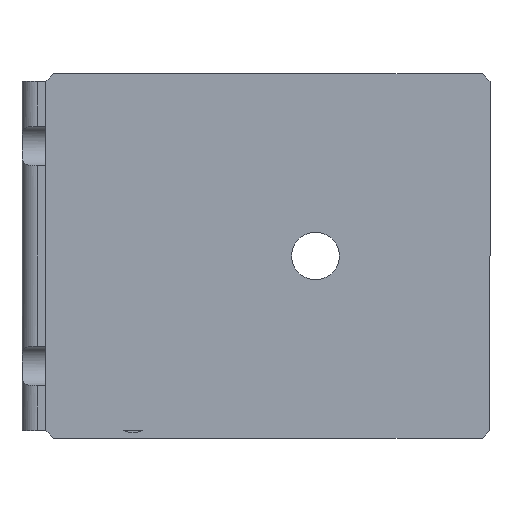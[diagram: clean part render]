
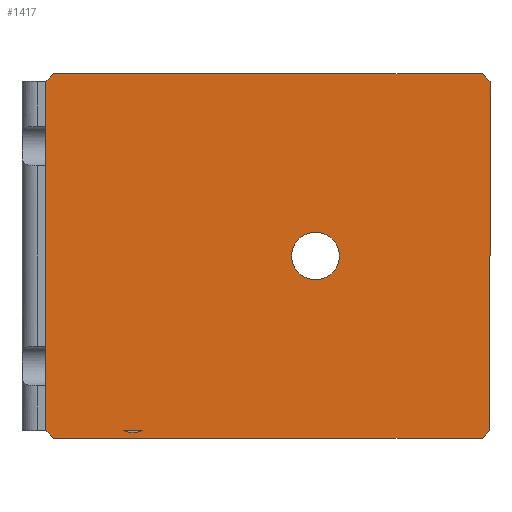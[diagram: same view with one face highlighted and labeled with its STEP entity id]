
A CAD part, front view. The second image highlights one B-rep face of the part: STEP entity #1417.
In plain terms, the highlighted planar face has unit normal (0, -1, 0).
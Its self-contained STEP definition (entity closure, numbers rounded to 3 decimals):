
#9 = CARTESIAN_POINT ( 'NONE',  ( 0., 0., -3. ) ) ;
#18 = ORIENTED_EDGE ( 'NONE', *, *, #1479, .F. ) ;
#34 = CARTESIAN_POINT ( 'NONE',  ( 9.75, 0., -47. ) ) ;
#54 = VERTEX_POINT ( 'NONE', #1887 ) ;
#68 = EDGE_LOOP ( 'NONE', ( #1253, #2395 ) ) ;
#101 = CARTESIAN_POINT ( 'NONE',  ( 51.5, 0., -51.5 ) ) ;
#104 = CARTESIAN_POINT ( 'NONE',  ( 34., 0., -25. ) ) ;
#121 = VECTOR ( 'NONE', #2416, 1000. ) ;
#147 = LINE ( 'NONE', #314, #121 ) ;
#202 = EDGE_CURVE ( 'NONE', #235, #2207, #2341, .T. ) ;
#217 = EDGE_CURVE ( 'NONE', #2377, #596, #2248, .T. ) ;
#219 = EDGE_LOOP ( 'NONE', ( #1886, #1131, #730 ) ) ;
#235 = VERTEX_POINT ( 'NONE', #699 ) ;
#268 = DIRECTION ( 'NONE',  ( 0., -1., 0. ) ) ;
#314 = CARTESIAN_POINT ( 'NONE',  ( 26.5, 0., 26.5 ) ) ;
#377 = DIRECTION ( 'NONE',  ( 0.707, 0., -0.707 ) ) ;
#390 = CARTESIAN_POINT ( 'NONE',  ( 1., 0., -48. ) ) ;
#401 = VECTOR ( 'NONE', #1898, 1000. ) ;
#432 = VERTEX_POINT ( 'NONE', #2225 ) ;
#459 = EDGE_CURVE ( 'NONE', #830, #1666, #2175, .T. ) ;
#510 = FACE_OUTER_BOUND ( 'NONE', #1908, .T. ) ;
#513 = CIRCLE ( 'NONE', #538, 3. ) ;
#524 = PLANE ( 'NONE',  #746 ) ;
#531 = EDGE_CURVE ( 'NONE', #1156, #432, #1928, .T. ) ;
#533 = DIRECTION ( 'NONE',  ( 0., -1., 0. ) ) ;
#538 = AXIS2_PLACEMENT_3D ( 'NONE', #1014, #1202, #1373 ) ;
#596 = VERTEX_POINT ( 'NONE', #2459 ) ;
#598 = ORIENTED_EDGE ( 'NONE', *, *, #946, .F. ) ;
#649 = DIRECTION ( 'NONE',  ( 0., 0., -1. ) ) ;
#654 = AXIS2_PLACEMENT_3D ( 'NONE', #1482, #2087, #761 ) ;
#699 = CARTESIAN_POINT ( 'NONE',  ( 12.25, 0., -47. ) ) ;
#717 = ORIENTED_EDGE ( 'NONE', *, *, #1368, .T. ) ;
#722 = EDGE_CURVE ( 'NONE', #2207, #1036, #781, .T. ) ;
#730 = ORIENTED_EDGE ( 'NONE', *, *, #1015, .F. ) ;
#746 = AXIS2_PLACEMENT_3D ( 'NONE', #1277, #533, #2000 ) ;
#761 = DIRECTION ( 'NONE',  ( 0., 0., -1. ) ) ;
#764 = CIRCLE ( 'NONE', #1756, 3. ) ;
#769 = VECTOR ( 'NONE', #1060, 1000. ) ;
#781 = CIRCLE ( 'NONE', #792, 3.25 ) ;
#787 = VERTEX_POINT ( 'NONE', #1964 ) ;
#792 = AXIS2_PLACEMENT_3D ( 'NONE', #1020, #268, #1615 ) ;
#821 = CARTESIAN_POINT ( 'NONE',  ( 56., 0., 0. ) ) ;
#830 = VERTEX_POINT ( 'NONE', #1207 ) ;
#940 = DIRECTION ( 'NONE',  ( 0., 0., 1. ) ) ;
#946 = EDGE_CURVE ( 'NONE', #2377, #1666, #1926, .T. ) ;
#975 = ORIENTED_EDGE ( 'NONE', *, *, #1011, .T. ) ;
#1011 = EDGE_CURVE ( 'NONE', #1156, #1120, #1869, .T. ) ;
#1014 = CARTESIAN_POINT ( 'NONE',  ( 34., 0., -25. ) ) ;
#1015 = EDGE_CURVE ( 'NONE', #1036, #235, #1112, .T. ) ;
#1020 = CARTESIAN_POINT ( 'NONE',  ( 11., 0., -44. ) ) ;
#1023 = VECTOR ( 'NONE', #377, 1000. ) ;
#1036 = VERTEX_POINT ( 'NONE', #1165 ) ;
#1058 = CARTESIAN_POINT ( 'NONE',  ( 0., 0., -48. ) ) ;
#1060 = DIRECTION ( 'NONE',  ( -1., 0., 0. ) ) ;
#1112 = CIRCLE ( 'NONE', #654, 3.25 ) ;
#1120 = VERTEX_POINT ( 'NONE', #9 ) ;
#1129 = LINE ( 'NONE', #1690, #2247 ) ;
#1131 = ORIENTED_EDGE ( 'NONE', *, *, #202, .F. ) ;
#1156 = VERTEX_POINT ( 'NONE', #1704 ) ;
#1165 = CARTESIAN_POINT ( 'NONE',  ( 11., 0., -47.25 ) ) ;
#1189 = ORIENTED_EDGE ( 'NONE', *, *, #2342, .F. ) ;
#1202 = DIRECTION ( 'NONE',  ( 0., -1., 0. ) ) ;
#1207 = CARTESIAN_POINT ( 'NONE',  ( 0., 0., -47. ) ) ;
#1253 = ORIENTED_EDGE ( 'NONE', *, *, #1255, .F. ) ;
#1255 = EDGE_CURVE ( 'NONE', #2340, #54, #764, .T. ) ;
#1277 = CARTESIAN_POINT ( 'NONE',  ( 0., 0., 0. ) ) ;
#1330 = CARTESIAN_POINT ( 'NONE',  ( 0., 0., -2. ) ) ;
#1368 = EDGE_CURVE ( 'NONE', #787, #432, #147, .T. ) ;
#1373 = DIRECTION ( 'NONE',  ( 0., 0., -1. ) ) ;
#1417 = ADVANCED_FACE ( 'NONE', ( #1940, #2403, #510 ), #524, .T. ) ;
#1464 = DIRECTION ( 'NONE',  ( 0.707, 0., 0.707 ) ) ;
#1479 = EDGE_CURVE ( 'NONE', #830, #1120, #1129, .T. ) ;
#1482 = CARTESIAN_POINT ( 'NONE',  ( 11., 0., -44. ) ) ;
#1485 = CARTESIAN_POINT ( 'NONE',  ( -23.5, 0., -23.5 ) ) ;
#1558 = VECTOR ( 'NONE', #2423, 1000. ) ;
#1567 = VECTOR ( 'NONE', #649, 1000. ) ;
#1604 = DIRECTION ( 'NONE',  ( 0., -1., 0. ) ) ;
#1609 = CARTESIAN_POINT ( 'NONE',  ( 34., 0., -22. ) ) ;
#1615 = DIRECTION ( 'NONE',  ( 0., 0., -1. ) ) ;
#1651 = CARTESIAN_POINT ( 'NONE',  ( 55., 0., -47. ) ) ;
#1666 = VERTEX_POINT ( 'NONE', #390 ) ;
#1679 = ORIENTED_EDGE ( 'NONE', *, *, #459, .T. ) ;
#1681 = EDGE_CURVE ( 'NONE', #54, #2340, #513, .T. ) ;
#1690 = CARTESIAN_POINT ( 'NONE',  ( 0., 0., 0. ) ) ;
#1692 = CARTESIAN_POINT ( 'NONE',  ( 1.5, 0., -1.5 ) ) ;
#1696 = VECTOR ( 'NONE', #1464, 1000. ) ;
#1704 = CARTESIAN_POINT ( 'NONE',  ( 1., 0., -2. ) ) ;
#1756 = AXIS2_PLACEMENT_3D ( 'NONE', #104, #1604, #2167 ) ;
#1869 = LINE ( 'NONE', #1692, #2259 ) ;
#1886 = ORIENTED_EDGE ( 'NONE', *, *, #722, .F. ) ;
#1887 = CARTESIAN_POINT ( 'NONE',  ( 34., 0., -28. ) ) ;
#1898 = DIRECTION ( 'NONE',  ( 1., 0., 0. ) ) ;
#1908 = EDGE_LOOP ( 'NONE', ( #1189, #717, #2338, #975, #18, #1679, #598, #2027 ) ) ;
#1926 = LINE ( 'NONE', #1058, #1558 ) ;
#1928 = LINE ( 'NONE', #1330, #401 ) ;
#1939 = LINE ( 'NONE', #821, #1567 ) ;
#1940 = FACE_BOUND ( 'NONE', #68, .T. ) ;
#1964 = CARTESIAN_POINT ( 'NONE',  ( 56., 0., -3. ) ) ;
#1965 = CARTESIAN_POINT ( 'NONE',  ( 55., 0., -48. ) ) ;
#2000 = DIRECTION ( 'NONE',  ( 0., 0., -1. ) ) ;
#2002 = DIRECTION ( 'NONE',  ( -0.707, 0., -0.707 ) ) ;
#2027 = ORIENTED_EDGE ( 'NONE', *, *, #217, .T. ) ;
#2087 = DIRECTION ( 'NONE',  ( 0., -1., 0. ) ) ;
#2167 = DIRECTION ( 'NONE',  ( 0., 0., -1. ) ) ;
#2175 = LINE ( 'NONE', #1485, #1023 ) ;
#2207 = VERTEX_POINT ( 'NONE', #34 ) ;
#2225 = CARTESIAN_POINT ( 'NONE',  ( 55., 0., -2. ) ) ;
#2247 = VECTOR ( 'NONE', #940, 1000. ) ;
#2248 = LINE ( 'NONE', #101, #1696 ) ;
#2259 = VECTOR ( 'NONE', #2002, 1000. ) ;
#2338 = ORIENTED_EDGE ( 'NONE', *, *, #531, .F. ) ;
#2340 = VERTEX_POINT ( 'NONE', #1609 ) ;
#2341 = LINE ( 'NONE', #1651, #769 ) ;
#2342 = EDGE_CURVE ( 'NONE', #787, #596, #1939, .T. ) ;
#2377 = VERTEX_POINT ( 'NONE', #1965 ) ;
#2395 = ORIENTED_EDGE ( 'NONE', *, *, #1681, .F. ) ;
#2403 = FACE_BOUND ( 'NONE', #219, .T. ) ;
#2416 = DIRECTION ( 'NONE',  ( -0.707, 0., 0.707 ) ) ;
#2423 = DIRECTION ( 'NONE',  ( -1., 0., 0. ) ) ;
#2459 = CARTESIAN_POINT ( 'NONE',  ( 56., 0., -47. ) ) ;
